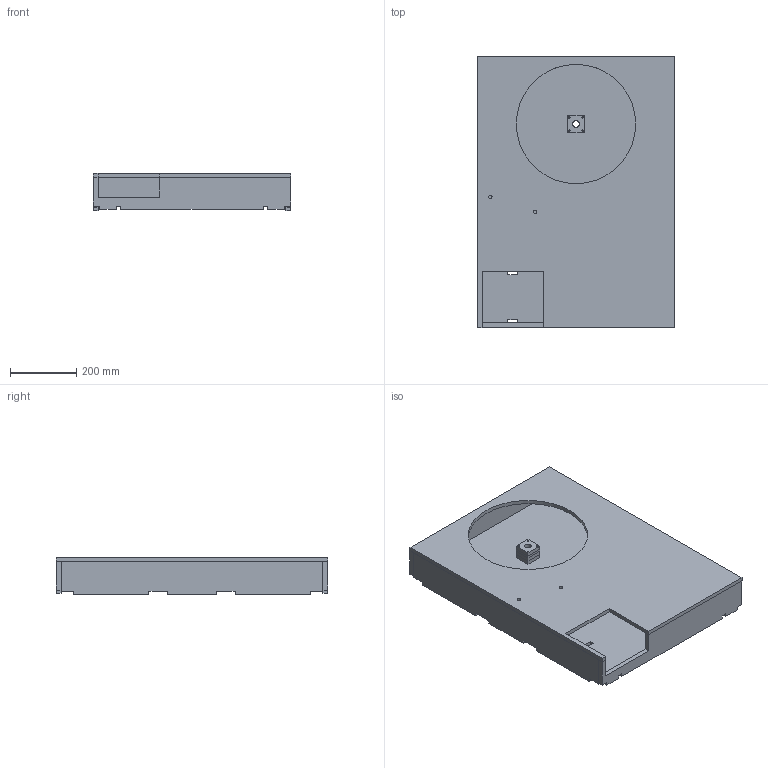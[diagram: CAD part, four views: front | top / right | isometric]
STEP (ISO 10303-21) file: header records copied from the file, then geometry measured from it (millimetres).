
FILE_DESCRIPTION(/* description */ (''),/* implementation_level */ '2;1');
FILE_NAME(/* name */ 'Fahrwerk.stp',/* time_stamp */ '2017-11-04T15:07:09-08:00',/* author */ ('6417r'),/* organization */ (''),/* preprocessor_version */ 'ST-DEVELOPER v16.13',/* originating_system */ 'Autodesk Inventor 2018',/* authorisation */ '');
FILE_SCHEMA (('AUTOMOTIVE_DESIGN { 1 0 10303 214 3 1 1 }'));
Length unit declared in the file: millimetre
Products named in the file (8): Fahrwerk; Grundplatte; Stüze Grundplatte breit; Stüze Grundplatte lang; Elektronikplatte; Kugellager Halterung; Kugellager Halterung 1.1; Stüze Grundplatte breit_1
Assembly tree (10 placements, depth 2):
  Fahrwerk
    Grundplatte
    Stüze Grundplatte breit
    Stüze Grundplatte lang  x2
    Elektronikplatte
    Kugellager Halterung  x3
    Kugellager Halterung 1.1
    Stüze Grundplatte breit_1
Bounding box: 597 x 820 x 112 mm (x, y, z)
Volume: 13584701.9 mm3; surface area: 2337693 mm2
Topology: 10 solids, 10 shells, 152 faces, 396 edges, 264 vertices
Faces by surface type: plane 124, cylinder 28
Full cylindrical faces by diameter (mm): 4.2 x20, 10 x2, 20 x4, 22 x1, 360 x1
Entity records: 3717 total; most frequent: CARTESIAN_POINT 602, DIRECTION 572, ORIENTED_EDGE 552, EDGE_CURVE 276, LINE 240, VECTOR 240, VERTEX_POINT 196, EDGE_LOOP 168
